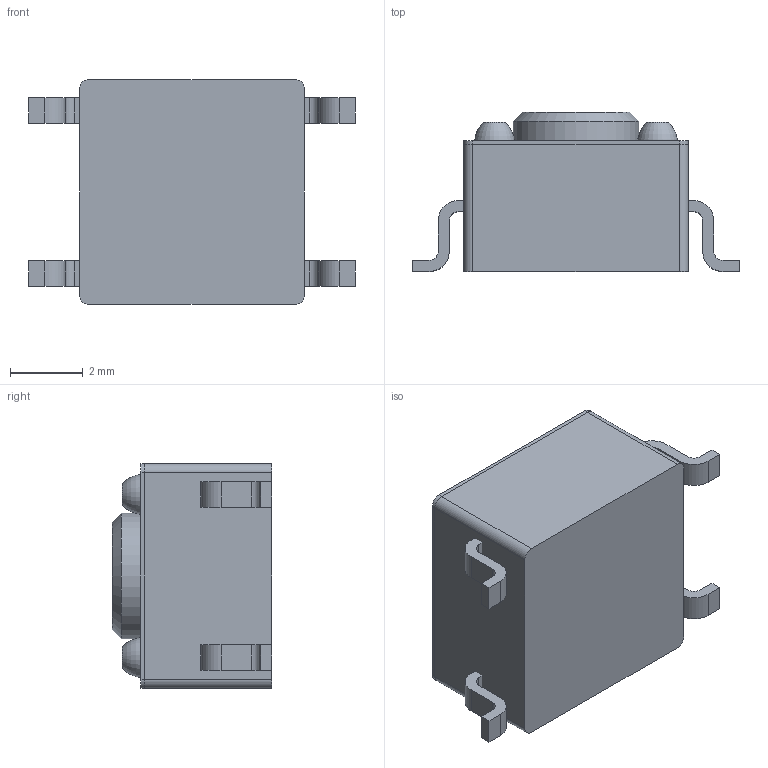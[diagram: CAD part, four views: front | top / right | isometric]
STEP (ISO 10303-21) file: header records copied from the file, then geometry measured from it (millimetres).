
FILE_DESCRIPTION(/* description */ ('STEP AP214'),/* implementation_level */ '2;1');
FILE_NAME(/* name */ 'HP0315AFKP2',/* time_stamp */ '2024-10-25T17:58:19+02:00',/* author */ ('License CC BY-ND 4.0'),/* organization */ ('CADENAS'),/* preprocessor_version */ 'ST-DEVELOPER v19.3',/* originating_system */ 'PARTsolutions',/* authorisation */ ' ');
FILE_SCHEMA (('AUTOMOTIVE_DESIGN {1 0 10303 214 3 1 1}'));
Length unit declared in the file: inch
Products named in the file (5): HP0315AFKP2; hp03-body; hp03-cap; hp03-button; hp03-pinn-P2
Assembly tree (7 placements, depth 2):
  HP0315AFKP2
    hp03-body
    hp03-cap
    hp03-button
    hp03-pinn-P2  x4
Bounding box: 8.99 x 4.39 x 6.2 mm (x, y, z)
Volume: 150 mm3; surface area: 283.3 mm2
Topology: 7 solids, 7 shells, 89 faces, 214 edges, 143 vertices
Faces by surface type: plane 58, cylinder 26, torus 4, cone 1
Full cylindrical faces by diameter (mm): 3.454 x1, 3.505 x1
Entity records: 1431 total; most frequent: DIRECTION 244, CARTESIAN_POINT 221, ORIENTED_EDGE 194, EDGE_CURVE 97, AXIS2_PLACEMENT_3D 92, VERTEX_POINT 69, LINE 60, VECTOR 60
